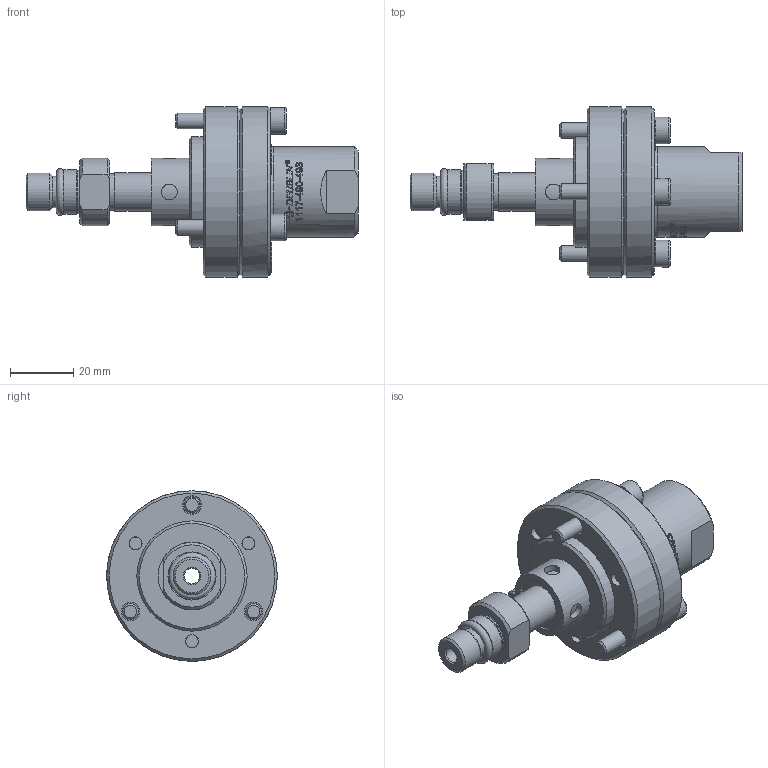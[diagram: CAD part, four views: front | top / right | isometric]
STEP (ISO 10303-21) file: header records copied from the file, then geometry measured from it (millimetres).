
FILE_DESCRIPTION(/* description */ (''),/* implementation_level */ '2;1');
FILE_NAME(/* name */ '1117-490-493-IC_Rev A.stp',/* time_stamp */ '2017-05-02T15:45:35+02:00',/* author */ ('fdahl'),/* organization */ (''),/* preprocessor_version */ 'ST-DEVELOPER v16.1',/* originating_system */ 'Autodesk Inventor 2016',/* authorisation */ '');
FILE_SCHEMA (('AUTOMOTIVE_DESIGN { 1 0 10303 214 3 1 1 }'));
Length unit declared in the file: millimetre
Products named in the file (1): 1117-490-493-IC_Rev A
Bounding box: 105.15 x 54 x 54 mm (x, y, z)
Volume: 76345.1 mm3; surface area: 20898 mm2
Topology: 1 solids, 6 shells, 539 faces, 1384 edges, 910 vertices
Faces by surface type: plane 292, bspline 106, cylinder 90, cone 36, torus 15
Full cylindrical faces by diameter (mm): 4.134 x3, 5 x11, 5.8 x6, 6 x3, 8.5 x3, 9.43 x3, 9.9 x2, 11.7 x1, 12 x1, 12.3 x1, 13.8 x1, 14 x1, 14.32 x1, 17.4 x2, 18.1 x1, 21.5 x1, 28.6 x1, 34.9 x1, 54 x2
Entity records: 18460 total; most frequent: CARTESIAN_POINT 6108, ORIENTED_EDGE 2528, DIRECTION 2346, EDGE_CURVE 1262, AXIS2_PLACEMENT_3D 932, VERTEX_POINT 876, EDGE_LOOP 696, FACE_OUTER_BOUND 539
